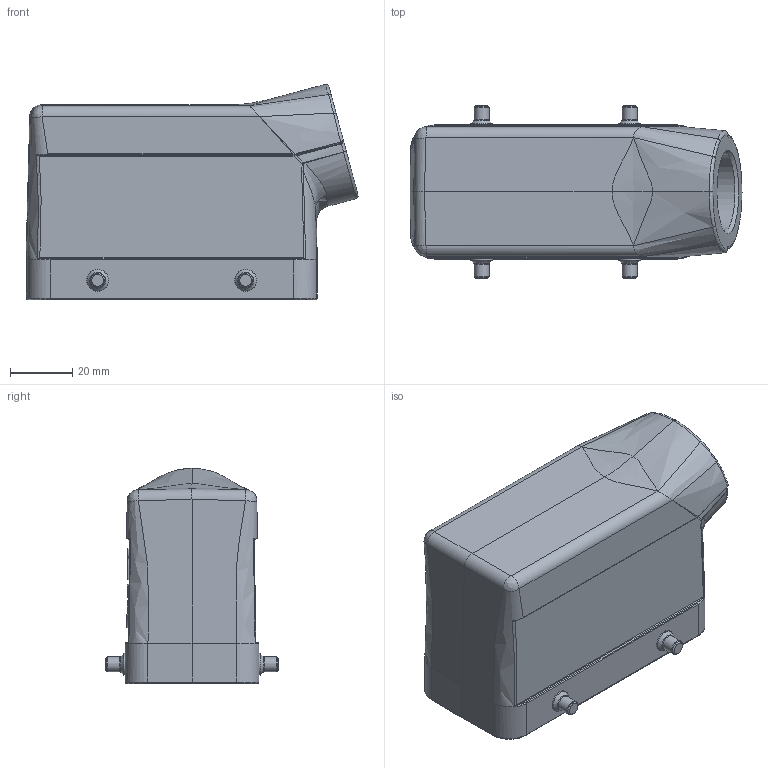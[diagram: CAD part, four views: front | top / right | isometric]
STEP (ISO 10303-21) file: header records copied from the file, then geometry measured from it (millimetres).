
FILE_DESCRIPTION(/* description */ (''),/* implementation_level */ '2;1');
FILE_NAME(/* name */ '100095138ugm000_d.stp',/* time_stamp */ '2017-11-03T12:16:32+01:00',/* author */ (''),/* organization */ (''),/* preprocessor_version */ 'ST-DEVELOPER v16',/* originating_system */ 'SIEMENS PLM Software NX 10.0',/* authorisation */ '');
FILE_SCHEMA (('AUTOMOTIVE_DESIGN { 1 0 10303 214 3 1 1 1 }'));
Length unit declared in the file: millimetre
Products named in the file (1): 100095138ugm000_d
Bounding box: 106.56 x 55.6 x 69.11 mm (x, y, z)
Volume: 73906.9 mm3; surface area: 39768 mm2
Topology: 1 solids, 1 shells, 447 faces, 1572 edges, 1634 vertices
Faces by surface type: plane 152, bspline 138, cylinder 112, cone 25, torus 20
Full cylindrical faces by diameter (mm): 3 x4, 4 x4, 4.8 x4, 7 x4, 21 x1, 25 x1
Entity records: 21419 total; most frequent: CARTESIAN_POINT 8235, ORIENTED_EDGE 1972, DIRECTION 1848, EDGE_CURVE 986, PRESENTATION_STYLE_ASSIGNMENT 655, AXIS2_PLACEMENT_3D 634, VERTEX_POINT 615, LINE 580
